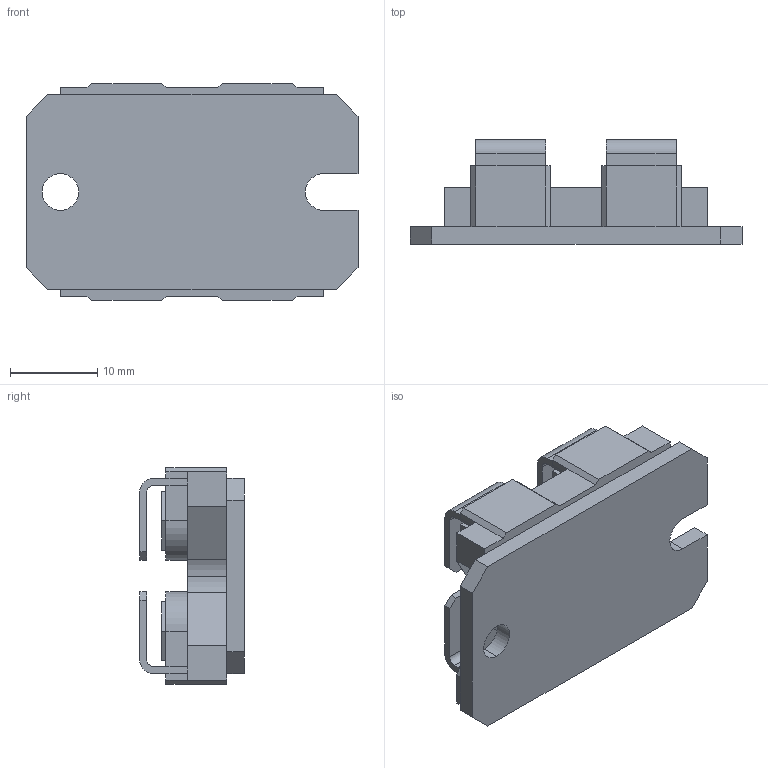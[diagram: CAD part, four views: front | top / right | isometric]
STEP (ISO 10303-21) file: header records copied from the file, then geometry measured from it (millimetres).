
FILE_DESCRIPTION(/* description */ ('Rectifier 2x200A'),/* implementation_level */ '2;1');
FILE_NAME(/* name */ 'SOT-227-B.stp',/* time_stamp */ '2021-02-22T21:32:24+01:00',/* author */ ('terjet'),/* organization */ (''),/* preprocessor_version */ 'ST-DEVELOPER v18.1',/* originating_system */ 'Autodesk Inventor 2021',/* authorisation */ '');
FILE_SCHEMA (('AUTOMOTIVE_DESIGN { 1 0 10303 214 3 1 1 }'));
Length unit declared in the file: millimetre
Products named in the file (1): 309211
Bounding box: 38.1 x 12 x 24.9 mm (x, y, z)
Volume: 5523.4 mm3; surface area: 4370.2 mm2
Topology: 1 solids, 1 shells, 399 faces, 1089 edges, 718 vertices
Faces by surface type: plane 280, bspline 78, cylinder 33, cone 8
Full cylindrical faces by diameter (mm): 3.242 x4
Entity records: 13403 total; most frequent: CARTESIAN_POINT 3451, ORIENTED_EDGE 2170, DIRECTION 1655, EDGE_CURVE 1085, LINE 847, VECTOR 847, VERTEX_POINT 718, EDGE_LOOP 439
